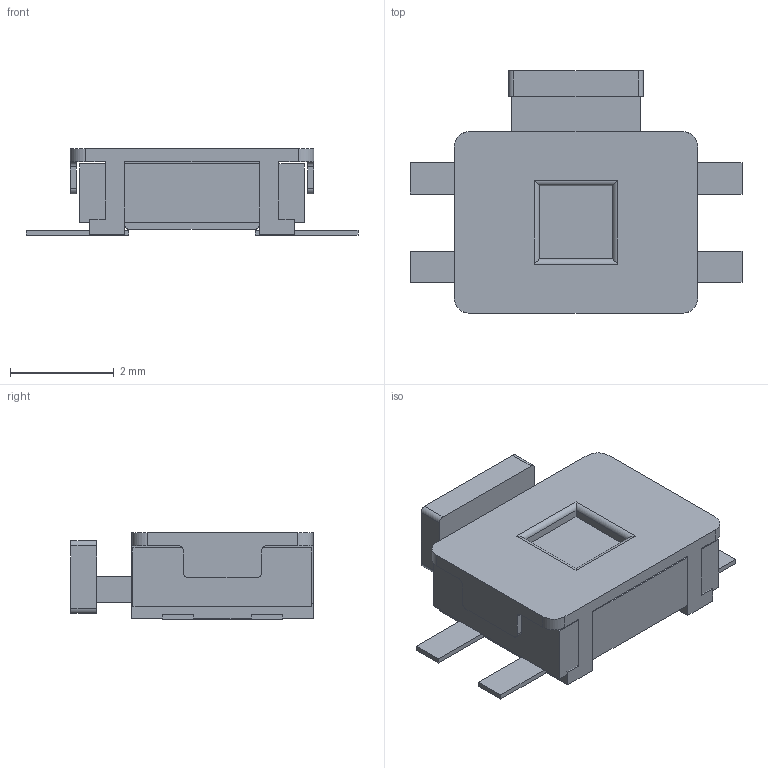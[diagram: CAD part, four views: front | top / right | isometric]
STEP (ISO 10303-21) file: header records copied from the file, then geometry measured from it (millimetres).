
FILE_DESCRIPTION(('FreeCAD Model'),'2;1');
FILE_NAME('Open CASCADE Shape Model','2022-12-30T17:01:13',('Author'),( ''),'Open CASCADE STEP processor 7.5','FreeCAD','Unknown');
FILE_SCHEMA(('CONFIG_CONTROL_DESIGN','SHAPE_APPEARANCE_LAYER_MIM'));
Length unit declared in the file: millimetre
Products named in the file (5): Part; Body; Body001; Body002; Body003
Assembly tree (4 placements, depth 2):
  Part
    Body
    Body001
    Body002
    Body003
Bounding box: 6.4 x 4.67 x 1.67 mm (x, y, z)
Volume: 28 mm3; surface area: 141.7 mm2
Topology: 4 solids, 4 shells, 98 faces, 264 edges, 176 vertices
Faces by surface type: plane 78, cylinder 20
Entity records: 6758 total; most frequent: CARTESIAN_POINT 1231, DIRECTION 994, LINE 700, VECTOR 700, ORIENTED_EDGE 528, PCURVE 528, DEFINITIONAL_REPRESENTATION 528, EDGE_CURVE 264
